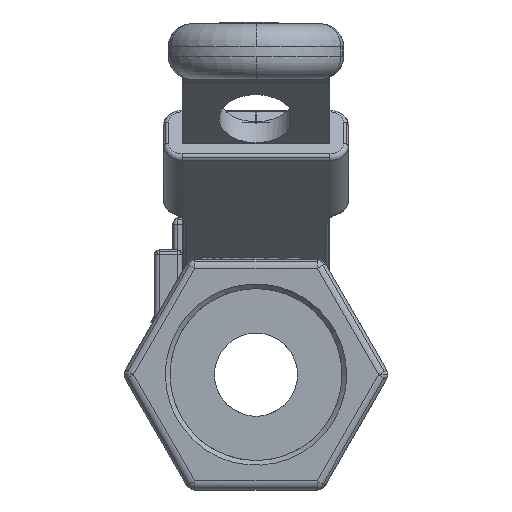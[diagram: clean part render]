
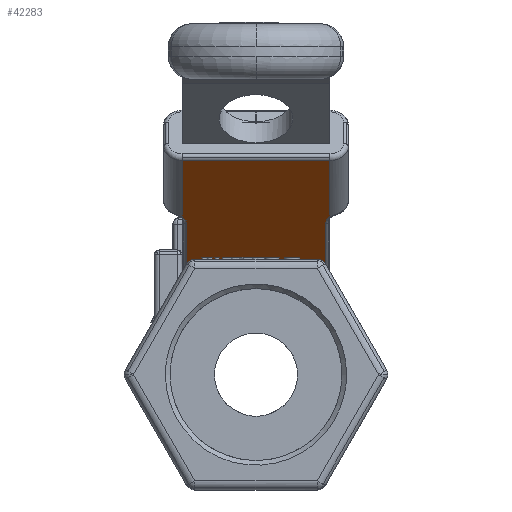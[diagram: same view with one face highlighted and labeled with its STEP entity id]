
A CAD part, front view. The second image highlights one B-rep face of the part: STEP entity #42283.
In plain terms, the highlighted planar face has unit normal (0, -0.65, -0.76).
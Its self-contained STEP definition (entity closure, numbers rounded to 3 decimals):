
#38410=CARTESIAN_POINT('',(-7.5,-8.561,10.9));
#38411=VERTEX_POINT('',#38410);
#38423=CARTESIAN_POINT('',(7.5,-8.561,10.9));
#38424=VERTEX_POINT('',#38423);
#38431=CARTESIAN_POINT('',(7.5,-8.561,10.9));
#38432=DIRECTION('',(-1.,-0.,-0.));
#38433=VECTOR('',#38432,15.);
#38434=LINE('',#38431,#38433);
#38435=EDGE_CURVE('',#38424,#38411,#38434,.T.);
#39706=CARTESIAN_POINT('',(8.,-22.935,23.195));
#39707=VERTEX_POINT('',#39706);
#39759=CARTESIAN_POINT('',(-8.,-22.935,23.195));
#39760=VERTEX_POINT('',#39759);
#39789=CARTESIAN_POINT('',(-8.,-22.935,23.195));
#39790=DIRECTION('',(1.,0.,0.));
#39791=VECTOR('',#39790,16.);
#39792=LINE('',#39789,#39791);
#39793=EDGE_CURVE('',#39760,#39707,#39792,.T.);
#40240=CARTESIAN_POINT('',(8.,-15.777,17.073));
#40241=VERTEX_POINT('',#40240);
#40242=CARTESIAN_POINT('',(8.,-22.935,23.195));
#40243=DIRECTION('',(0.,0.76,-0.65));
#40244=VECTOR('',#40243,9.419);
#40245=LINE('',#40242,#40244);
#40246=EDGE_CURVE('',#39707,#40241,#40245,.T.);
#40301=CARTESIAN_POINT('',(-8.,-15.777,17.073));
#40302=VERTEX_POINT('',#40301);
#40310=CARTESIAN_POINT('',(-8.,-22.935,23.195));
#40311=DIRECTION('',(0.,0.76,-0.65));
#40312=VECTOR('',#40311,9.419);
#40313=LINE('',#40310,#40312);
#40314=EDGE_CURVE('',#39760,#40302,#40313,.T.);
#42140=CARTESIAN_POINT('',(8.,-19.515,20.27));
#42141=DIRECTION('',(0.,-0.65,-0.76));
#42142=DIRECTION('',(-1.,-0.,-0.));
#42143=AXIS2_PLACEMENT_3D('',#42140,#42141,#42142);
#42144=PLANE('',#42143);
#42145=ORIENTED_EDGE('',*,*,#38435,.F.);
#42146=CARTESIAN_POINT('',(7.5,-14.923,16.342));
#42147=VERTEX_POINT('',#42146);
#42148=CARTESIAN_POINT('',(7.5,-14.923,16.342));
#42149=DIRECTION('',(0.,0.76,-0.65));
#42150=VECTOR('',#42149,8.373);
#42151=LINE('',#42148,#42150);
#42152=EDGE_CURVE('',#42147,#38424,#42151,.T.);
#42153=ORIENTED_EDGE('',*,*,#42152,.F.);
#42154=CARTESIAN_POINT('',(8.,-15.777,17.073));
#42155=CARTESIAN_POINT('',(7.991,-15.772,17.068));
#42156=CARTESIAN_POINT('',(7.983,-15.766,17.063));
#42157=CARTESIAN_POINT('',(7.973,-15.76,17.058));
#42158=CARTESIAN_POINT('',(7.962,-15.753,17.052));
#42159=CARTESIAN_POINT('',(7.95,-15.744,17.044));
#42160=CARTESIAN_POINT('',(7.937,-15.734,17.036));
#42161=CARTESIAN_POINT('',(7.919,-15.721,17.024));
#42162=CARTESIAN_POINT('',(7.899,-15.704,17.01));
#42163=CARTESIAN_POINT('',(7.878,-15.686,16.995));
#42164=CARTESIAN_POINT('',(7.861,-15.672,16.983));
#42165=CARTESIAN_POINT('',(7.845,-15.657,16.97));
#42166=CARTESIAN_POINT('',(7.829,-15.642,16.957));
#42167=CARTESIAN_POINT('',(7.815,-15.628,16.945));
#42168=CARTESIAN_POINT('',(7.801,-15.614,16.933));
#42169=CARTESIAN_POINT('',(7.788,-15.599,16.92));
#42170=CARTESIAN_POINT('',(7.774,-15.584,16.907));
#42171=CARTESIAN_POINT('',(7.76,-15.567,16.893));
#42172=CARTESIAN_POINT('',(7.746,-15.55,16.878));
#42173=CARTESIAN_POINT('',(7.729,-15.529,16.86));
#42174=CARTESIAN_POINT('',(7.713,-15.507,16.841));
#42175=CARTESIAN_POINT('',(7.697,-15.483,16.821));
#42176=CARTESIAN_POINT('',(7.678,-15.457,16.799));
#42177=CARTESIAN_POINT('',(7.66,-15.429,16.775));
#42178=CARTESIAN_POINT('',(7.644,-15.401,16.751));
#42179=CARTESIAN_POINT('',(7.63,-15.379,16.732));
#42180=CARTESIAN_POINT('',(7.617,-15.356,16.712));
#42181=CARTESIAN_POINT('',(7.605,-15.334,16.693));
#42182=CARTESIAN_POINT('',(7.595,-15.313,16.676));
#42183=CARTESIAN_POINT('',(7.585,-15.293,16.658));
#42184=CARTESIAN_POINT('',(7.576,-15.273,16.641));
#42185=CARTESIAN_POINT('',(7.568,-15.254,16.626));
#42186=CARTESIAN_POINT('',(7.561,-15.236,16.61));
#42187=CARTESIAN_POINT('',(7.554,-15.218,16.594));
#42188=CARTESIAN_POINT('',(7.543,-15.186,16.567));
#42189=CARTESIAN_POINT('',(7.533,-15.153,16.539));
#42190=CARTESIAN_POINT('',(7.525,-15.124,16.514));
#42191=CARTESIAN_POINT('',(7.521,-15.108,16.5));
#42192=CARTESIAN_POINT('',(7.517,-15.092,16.487));
#42193=CARTESIAN_POINT('',(7.514,-15.078,16.474));
#42194=CARTESIAN_POINT('',(7.511,-15.064,16.463));
#42195=CARTESIAN_POINT('',(7.509,-15.051,16.452));
#42196=CARTESIAN_POINT('',(7.507,-15.038,16.44));
#42197=CARTESIAN_POINT('',(7.505,-15.02,16.425));
#42198=CARTESIAN_POINT('',(7.503,-15.002,16.41));
#42199=CARTESIAN_POINT('',(7.502,-14.986,16.396));
#42200=CARTESIAN_POINT('',(7.501,-14.973,16.385));
#42201=CARTESIAN_POINT('',(7.501,-14.962,16.375));
#42202=CARTESIAN_POINT('',(7.5,-14.951,16.366));
#42203=CARTESIAN_POINT('',(7.5,-14.943,16.359));
#42204=CARTESIAN_POINT('',(7.5,-14.935,16.352));
#42205=CARTESIAN_POINT('',(7.5,-14.928,16.346));
#42206=CARTESIAN_POINT('',(7.5,-14.926,16.345));
#42207=CARTESIAN_POINT('',(7.5,-14.925,16.344));
#42208=CARTESIAN_POINT('',(7.5,-14.923,16.342));
#42209=B_SPLINE_CURVE_WITH_KNOTS('',3,(#42154,#42155,#42156,#42157,#42158,#42159,#42160,#42161,#42162,#42163,#42164,#42165,#42166,#42167,#42168,#42169,#42170,#42171,#42172,#42173,#42174,#42175,#42176,#42177,#42178,#42179,
#42180,#42181,#42182,#42183,#42184,#42185,#42186,#42187,#42188,#42189,#42190,#42191,#42192,#42193,#42194,#42195,#42196,#42197,#42198,#42199,#42200,#42201,#42202,#42203,#42204,
#42205,#42206,#42207,#42208),.UNSPECIFIED.,.F.,.F.,(4,3,3,3,3,3,3,3,3,3,3,3,3,3,3,3,3,3,4),(0.,0.049,0.105,0.182,0.242,0.296,0.352,0.416,0.489,0.55,0.606,0.656,0.742,0.791,0.836,0.899,0.95,0.991,1.),.UNSPECIFIED.);
#42210=EDGE_CURVE('',#40241,#42147,#42209,.T.);
#42211=ORIENTED_EDGE('',*,*,#42210,.F.);
#42212=ORIENTED_EDGE('',*,*,#40246,.F.);
#42213=ORIENTED_EDGE('',*,*,#39793,.F.);
#42214=ORIENTED_EDGE('',*,*,#40314,.T.);
#42215=CARTESIAN_POINT('',(-7.5,-14.923,16.342));
#42216=VERTEX_POINT('',#42215);
#42217=CARTESIAN_POINT('',(-7.5,-14.923,16.342));
#42218=CARTESIAN_POINT('',(-7.5,-14.932,16.349));
#42219=CARTESIAN_POINT('',(-7.5,-14.94,16.357));
#42220=CARTESIAN_POINT('',(-7.5,-14.95,16.365));
#42221=CARTESIAN_POINT('',(-7.501,-14.961,16.374));
#42222=CARTESIAN_POINT('',(-7.501,-14.973,16.385));
#42223=CARTESIAN_POINT('',(-7.503,-14.987,16.396));
#42224=CARTESIAN_POINT('',(-7.504,-15.005,16.412));
#42225=CARTESIAN_POINT('',(-7.507,-15.027,16.431));
#42226=CARTESIAN_POINT('',(-7.51,-15.049,16.45));
#42227=CARTESIAN_POINT('',(-7.513,-15.068,16.466));
#42228=CARTESIAN_POINT('',(-7.517,-15.088,16.483));
#42229=CARTESIAN_POINT('',(-7.521,-15.108,16.5));
#42230=CARTESIAN_POINT('',(-7.525,-15.126,16.515));
#42231=CARTESIAN_POINT('',(-7.53,-15.143,16.53));
#42232=CARTESIAN_POINT('',(-7.535,-15.161,16.545));
#42233=CARTESIAN_POINT('',(-7.54,-15.179,16.561));
#42234=CARTESIAN_POINT('',(-7.547,-15.198,16.577));
#42235=CARTESIAN_POINT('',(-7.555,-15.218,16.594));
#42236=CARTESIAN_POINT('',(-7.564,-15.241,16.614));
#42237=CARTESIAN_POINT('',(-7.574,-15.266,16.635));
#42238=CARTESIAN_POINT('',(-7.586,-15.291,16.657));
#42239=CARTESIAN_POINT('',(-7.599,-15.319,16.681));
#42240=CARTESIAN_POINT('',(-7.614,-15.349,16.706));
#42241=CARTESIAN_POINT('',(-7.63,-15.377,16.73));
#42242=CARTESIAN_POINT('',(-7.643,-15.402,16.751));
#42243=CARTESIAN_POINT('',(-7.657,-15.426,16.772));
#42244=CARTESIAN_POINT('',(-7.672,-15.448,16.791));
#42245=CARTESIAN_POINT('',(-7.684,-15.468,16.808));
#42246=CARTESIAN_POINT('',(-7.696,-15.486,16.823));
#42247=CARTESIAN_POINT('',(-7.71,-15.503,16.838));
#42248=CARTESIAN_POINT('',(-7.721,-15.52,16.852));
#42249=CARTESIAN_POINT('',(-7.734,-15.535,16.866));
#42250=CARTESIAN_POINT('',(-7.747,-15.551,16.879));
#42251=CARTESIAN_POINT('',(-7.77,-15.579,16.903));
#42252=CARTESIAN_POINT('',(-7.794,-15.607,16.927));
#42253=CARTESIAN_POINT('',(-7.818,-15.631,16.947));
#42254=CARTESIAN_POINT('',(-7.831,-15.644,16.959));
#42255=CARTESIAN_POINT('',(-7.844,-15.657,16.97));
#42256=CARTESIAN_POINT('',(-7.856,-15.668,16.979));
#42257=CARTESIAN_POINT('',(-7.868,-15.679,16.989));
#42258=CARTESIAN_POINT('',(-7.879,-15.689,16.997));
#42259=CARTESIAN_POINT('',(-7.891,-15.699,17.005));
#42260=CARTESIAN_POINT('',(-7.906,-15.711,17.016));
#42261=CARTESIAN_POINT('',(-7.922,-15.723,17.026));
#42262=CARTESIAN_POINT('',(-7.936,-15.734,17.036));
#42263=CARTESIAN_POINT('',(-7.949,-15.743,17.044));
#42264=CARTESIAN_POINT('',(-7.96,-15.751,17.051));
#42265=CARTESIAN_POINT('',(-7.971,-15.759,17.057));
#42266=CARTESIAN_POINT('',(-7.979,-15.764,17.061));
#42267=CARTESIAN_POINT('',(-7.987,-15.769,17.066));
#42268=CARTESIAN_POINT('',(-7.994,-15.774,17.07));
#42269=CARTESIAN_POINT('',(-7.996,-15.775,17.071));
#42270=CARTESIAN_POINT('',(-7.998,-15.776,17.072));
#42271=CARTESIAN_POINT('',(-8.,-15.777,17.073));
#42272=B_SPLINE_CURVE_WITH_KNOTS('',3,(#42217,#42218,#42219,#42220,#42221,#42222,#42223,#42224,#42225,#42226,#42227,#42228,#42229,#42230,#42231,#42232,#42233,#42234,#42235,#42236,#42237,#42238,#42239,#42240,#42241,#42242,
#42243,#42244,#42245,#42246,#42247,#42248,#42249,#42250,#42251,#42252,#42253,#42254,#42255,#42256,#42257,#42258,#42259,#42260,#42261,#42262,#42263,#42264,#42265,#42266,#42267,
#42268,#42269,#42270,#42271),.UNSPECIFIED.,.F.,.F.,(4,3,3,3,3,3,3,3,3,3,3,3,3,3,3,3,3,3,4),(0.,0.049,0.104,0.177,0.238,0.292,0.348,0.413,0.486,0.55,0.604,0.653,0.74,0.789,0.836,0.896,0.948,0.989,1.),.UNSPECIFIED.);
#42273=EDGE_CURVE('',#42216,#40302,#42272,.T.);
#42274=ORIENTED_EDGE('',*,*,#42273,.F.);
#42275=CARTESIAN_POINT('',(-7.5,-8.561,10.9));
#42276=DIRECTION('',(-0.,-0.76,0.65));
#42277=VECTOR('',#42276,8.373);
#42278=LINE('',#42275,#42277);
#42279=EDGE_CURVE('',#38411,#42216,#42278,.T.);
#42280=ORIENTED_EDGE('',*,*,#42279,.F.);
#42281=EDGE_LOOP('',(#42145,#42153,#42211,#42212,#42213,#42214,#42274,#42280));
#42282=FACE_BOUND('',#42281,.T.);
#42283=ADVANCED_FACE('',(#42282),#42144,.T.);
